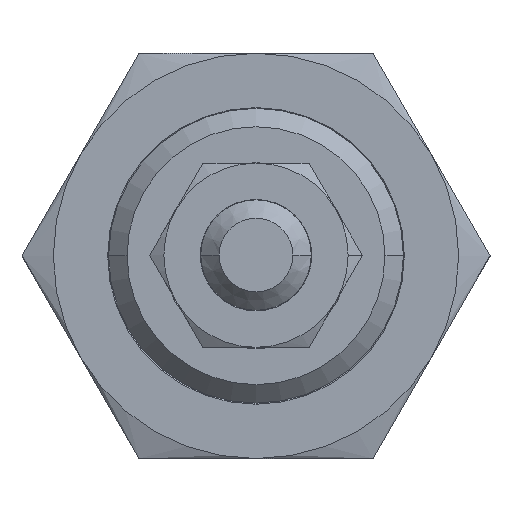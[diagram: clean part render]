
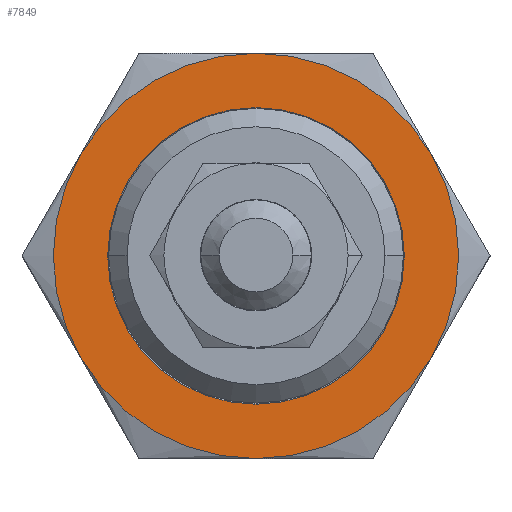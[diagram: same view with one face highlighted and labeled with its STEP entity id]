
A CAD part, top view. The second image highlights one B-rep face of the part: STEP entity #7849.
In plain terms, the highlighted planar face has unit normal (0, 0, 1).
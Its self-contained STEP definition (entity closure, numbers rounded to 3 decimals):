
#146 = AXIS2_PLACEMENT_3D ( 'NONE', #3612, #858, #6482 ) ;
#348 = DIRECTION ( 'NONE',  ( 0., 0., -1. ) ) ;
#453 = DIRECTION ( 'NONE',  ( -0.866, -0.5, 0. ) ) ;
#724 = AXIS2_PLACEMENT_3D ( 'NONE', #7910, #1247, #453 ) ;
#728 = EDGE_CURVE ( 'NONE', #7462, #3267, #1783, .T. ) ;
#858 = DIRECTION ( 'NONE',  ( 0., 0., -1. ) ) ;
#988 = AXIS2_PLACEMENT_3D ( 'NONE', #8021, #11682, #4416 ) ;
#1175 = AXIS2_PLACEMENT_3D ( 'NONE', #1908, #4535, #8380 ) ;
#1189 = CARTESIAN_POINT ( 'NONE',  ( 0., -11., 184. ) ) ;
#1247 = DIRECTION ( 'NONE',  ( 0., 0., -1. ) ) ;
#1276 = ORIENTED_EDGE ( 'NONE', *, *, #7320, .T. ) ;
#1330 = DIRECTION ( 'NONE',  ( -0.866, -0.5, 0. ) ) ;
#1331 = ORIENTED_EDGE ( 'NONE', *, *, #2457, .F. ) ;
#1388 = DIRECTION ( 'NONE',  ( -0.866, -0.5, 0. ) ) ;
#1412 = EDGE_CURVE ( 'NONE', #3468, #10918, #7669, .T. ) ;
#1446 = AXIS2_PLACEMENT_3D ( 'NONE', #8733, #348, #1330 ) ;
#1783 = CIRCLE ( 'NONE', #4519, 11. ) ;
#1790 = CARTESIAN_POINT ( 'NONE',  ( -9.526, -5.5, 184. ) ) ;
#1856 = EDGE_LOOP ( 'NONE', ( #3166, #6520, #7333, #6401, #8814, #1331 ) ) ;
#1908 = CARTESIAN_POINT ( 'NONE',  ( 0., 0., 184. ) ) ;
#2132 = CARTESIAN_POINT ( 'NONE',  ( 0., 0., 184. ) ) ;
#2158 = CARTESIAN_POINT ( 'NONE',  ( 6.972, 4.025, 184. ) ) ;
#2219 = DIRECTION ( 'NONE',  ( -0.866, -0.5, 0. ) ) ;
#2457 = EDGE_CURVE ( 'NONE', #10918, #11403, #7298, .T. ) ;
#3166 = ORIENTED_EDGE ( 'NONE', *, *, #1412, .F. ) ;
#3267 = VERTEX_POINT ( 'NONE', #1189 ) ;
#3468 = VERTEX_POINT ( 'NONE', #1790 ) ;
#3515 = CIRCLE ( 'NONE', #1175, 11. ) ;
#3612 = CARTESIAN_POINT ( 'NONE',  ( 0., 0., 184. ) ) ;
#4012 = DIRECTION ( 'NONE',  ( 0., 0., -1. ) ) ;
#4153 = DIRECTION ( 'NONE',  ( 0., 0., -1. ) ) ;
#4192 = EDGE_CURVE ( 'NONE', #3267, #3468, #7506, .T. ) ;
#4200 = EDGE_CURVE ( 'NONE', #5112, #11737, #4383, .T. ) ;
#4383 = CIRCLE ( 'NONE', #10627, 8.05 ) ;
#4416 = DIRECTION ( 'NONE',  ( -0.866, -0.5, 0. ) ) ;
#4519 = AXIS2_PLACEMENT_3D ( 'NONE', #6076, #4012, #6016 ) ;
#4535 = DIRECTION ( 'NONE',  ( 0., 0., -1. ) ) ;
#4744 = VERTEX_POINT ( 'NONE', #5356 ) ;
#5030 = CARTESIAN_POINT ( 'NONE',  ( 0., 11., 184. ) ) ;
#5104 = FACE_OUTER_BOUND ( 'NONE', #1856, .T. ) ;
#5112 = VERTEX_POINT ( 'NONE', #7107 ) ;
#5147 = AXIS2_PLACEMENT_3D ( 'NONE', #5880, #10578, #2219 ) ;
#5356 = CARTESIAN_POINT ( 'NONE',  ( 9.526, 5.5, 184. ) ) ;
#5518 = AXIS2_PLACEMENT_3D ( 'NONE', #2132, #5853, #9583 ) ;
#5853 = DIRECTION ( 'NONE',  ( 0., 0., -1. ) ) ;
#5880 = CARTESIAN_POINT ( 'NONE',  ( 0., 0., 184. ) ) ;
#5956 = CARTESIAN_POINT ( 'NONE',  ( -9.526, 5.5, 184. ) ) ;
#6016 = DIRECTION ( 'NONE',  ( -0.866, -0.5, 0. ) ) ;
#6076 = CARTESIAN_POINT ( 'NONE',  ( 0., 0., 184. ) ) ;
#6401 = ORIENTED_EDGE ( 'NONE', *, *, #10156, .F. ) ;
#6462 = ORIENTED_EDGE ( 'NONE', *, *, #4200, .T. ) ;
#6482 = DIRECTION ( 'NONE',  ( -0.866, -0.5, 0. ) ) ;
#6520 = ORIENTED_EDGE ( 'NONE', *, *, #4192, .F. ) ;
#6823 = FACE_BOUND ( 'NONE', #11894, .T. ) ;
#7107 = CARTESIAN_POINT ( 'NONE',  ( -6.972, -4.025, 184. ) ) ;
#7298 = CIRCLE ( 'NONE', #5147, 11. ) ;
#7320 = EDGE_CURVE ( 'NONE', #11737, #5112, #8910, .T. ) ;
#7333 = ORIENTED_EDGE ( 'NONE', *, *, #728, .F. ) ;
#7462 = VERTEX_POINT ( 'NONE', #10397 ) ;
#7506 = CIRCLE ( 'NONE', #1446, 11. ) ;
#7669 = CIRCLE ( 'NONE', #5518, 11. ) ;
#7849 = ADVANCED_FACE ( 'NONE', ( #6823, #5104 ), #8831, .F. ) ;
#7910 = CARTESIAN_POINT ( 'NONE',  ( 0., 0., 184. ) ) ;
#7932 = CARTESIAN_POINT ( 'NONE',  ( 0., 0., 184. ) ) ;
#8021 = CARTESIAN_POINT ( 'NONE',  ( 0., 0., 184. ) ) ;
#8380 = DIRECTION ( 'NONE',  ( -0.866, -0.5, 0. ) ) ;
#8597 = CIRCLE ( 'NONE', #988, 11. ) ;
#8733 = CARTESIAN_POINT ( 'NONE',  ( 0., 0., 184. ) ) ;
#8814 = ORIENTED_EDGE ( 'NONE', *, *, #10320, .F. ) ;
#8831 = PLANE ( 'NONE',  #724 ) ;
#8910 = CIRCLE ( 'NONE', #146, 8.05 ) ;
#9583 = DIRECTION ( 'NONE',  ( -0.866, -0.5, 0. ) ) ;
#10156 = EDGE_CURVE ( 'NONE', #4744, #7462, #8597, .T. ) ;
#10320 = EDGE_CURVE ( 'NONE', #11403, #4744, #3515, .T. ) ;
#10397 = CARTESIAN_POINT ( 'NONE',  ( 9.526, -5.5, 184. ) ) ;
#10578 = DIRECTION ( 'NONE',  ( 0., 0., -1. ) ) ;
#10627 = AXIS2_PLACEMENT_3D ( 'NONE', #7932, #4153, #1388 ) ;
#10918 = VERTEX_POINT ( 'NONE', #5956 ) ;
#11403 = VERTEX_POINT ( 'NONE', #5030 ) ;
#11682 = DIRECTION ( 'NONE',  ( 0., 0., -1. ) ) ;
#11737 = VERTEX_POINT ( 'NONE', #2158 ) ;
#11894 = EDGE_LOOP ( 'NONE', ( #1276, #6462 ) ) ;
